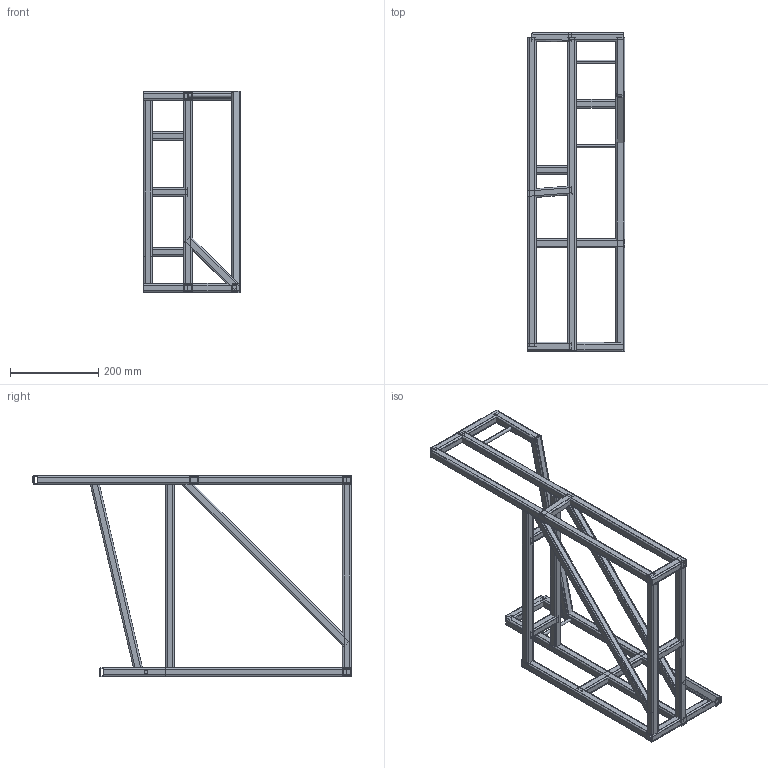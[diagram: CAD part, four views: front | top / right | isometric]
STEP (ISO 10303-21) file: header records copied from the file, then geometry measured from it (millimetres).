
FILE_DESCRIPTION (( 'STEP AP214' ), '1' );
FILE_NAME ('support3.STEP', '2020-03-17T16:34:10', ( '' ), ( '' ), 'SwSTEP 2.0', 'SolidWorks 2019', '' );
FILE_SCHEMA (( 'AUTOMOTIVE_DESIGN' ));
Length unit declared in the file: millimetre
Products named in the file (1): support3
Bounding box: 220.77 x 720 x 455 mm (x, y, z)
Volume: 1022160.7 mm3; surface area: 1023951 mm2
Topology: 28 solids, 28 shells, 476 faces, 1260 edges, 840 vertices
Faces by surface type: plane 264, cylinder 212
Entity records: 15205 total; most frequent: CARTESIAN_POINT 2649, DIRECTION 2590, ORIENTED_EDGE 2520, EDGE_CURVE 1260, AXIS2_PLACEMENT_3D 877, VERTEX_POINT 840, VECTOR 836, LINE 836
